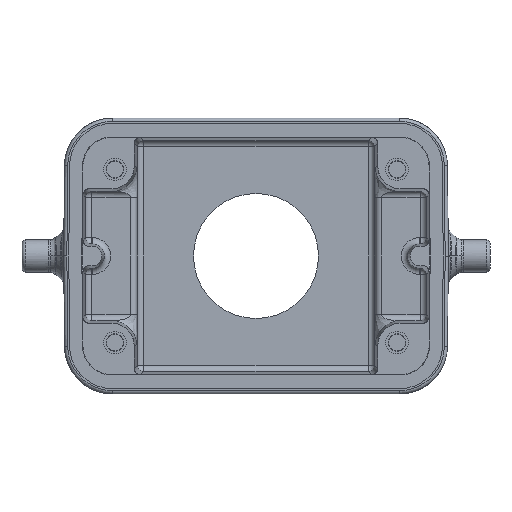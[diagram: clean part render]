
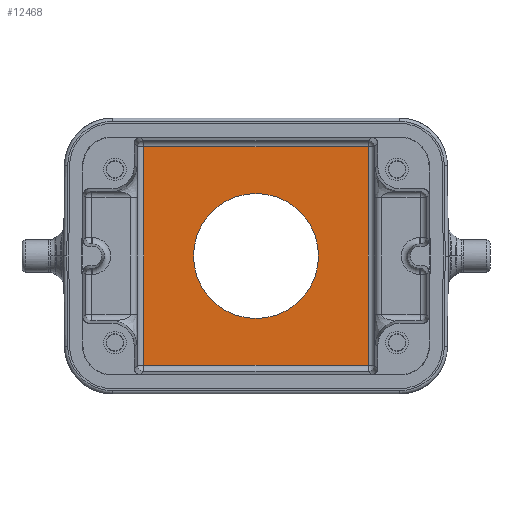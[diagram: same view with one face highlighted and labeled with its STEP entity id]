
A CAD part, front view. The second image highlights one B-rep face of the part: STEP entity #12468.
In plain terms, the highlighted planar face has unit normal (0, -1, 0).
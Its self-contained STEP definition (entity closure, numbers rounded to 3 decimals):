
#3690=CARTESIAN_POINT('',(0.,37.,0.));
#3691=DIRECTION('',(0.,1.,0.));
#3692=DIRECTION('',(0.,0.,1.));
#3693=AXIS2_PLACEMENT_3D('',#3690,#3691,#3692);
#3705=DIRECTION('',(-1.,0.,0.));
#3706=VECTOR('',#3705,35.064);
#3707=CARTESIAN_POINT('',(17.532,37.,-17.032));
#3708=LINE('',#3707,#3706);
#3712=DIRECTION('',(0.,0.,1.));
#3713=VECTOR('',#3712,34.064);
#3714=CARTESIAN_POINT('',(-17.532,37.,-17.032));
#3715=LINE('',#3714,#3713);
#3719=DIRECTION('',(1.,0.,0.));
#3720=VECTOR('',#3719,35.064);
#3721=CARTESIAN_POINT('',(-17.532,37.,17.032));
#3722=LINE('',#3721,#3720);
#3726=DIRECTION('',(0.,0.,-1.));
#3727=VECTOR('',#3726,34.064);
#3728=CARTESIAN_POINT('',(17.532,37.,17.032));
#3729=LINE('',#3728,#3727);
#3733=CARTESIAN_POINT('',(0.,37.,0.));
#3734=DIRECTION('',(0.,1.,0.));
#3735=DIRECTION('',(0.,0.,-1.));
#3736=AXIS2_PLACEMENT_3D('',#3733,#3734,#3735);
#7741=CARTESIAN_POINT('',(0.,37.,9.75));
#7742=CARTESIAN_POINT('',(0.,37.,-9.75));
#7743=VERTEX_POINT('',#7741);
#7744=VERTEX_POINT('',#7742);
#7896=CARTESIAN_POINT('',(17.532,37.,-17.032));
#7897=CARTESIAN_POINT('',(-17.532,37.,-17.032));
#7898=VERTEX_POINT('',#7896);
#7899=VERTEX_POINT('',#7897);
#7900=CARTESIAN_POINT('',(-17.532,37.,17.032));
#7901=VERTEX_POINT('',#7900);
#7902=CARTESIAN_POINT('',(17.532,37.,17.032));
#7903=VERTEX_POINT('',#7902);
#12448=CARTESIAN_POINT('',(0.,37.,0.));
#12449=DIRECTION('',(0.,-1.,0.));
#12450=DIRECTION('',(1.,0.,0.));
#12451=AXIS2_PLACEMENT_3D('',#12448,#12449,#12450);
#12452=PLANE('',#12451);
#12454=ORIENTED_EDGE('',*,*,#12453,.T.);
#12456=ORIENTED_EDGE('',*,*,#12455,.T.);
#12458=ORIENTED_EDGE('',*,*,#12457,.T.);
#12460=ORIENTED_EDGE('',*,*,#12459,.T.);
#12461=EDGE_LOOP('',(#12454,#12456,#12458,#12460));
#12462=FACE_OUTER_BOUND('',#12461,.F.);
#12463=ORIENTED_EDGE('',*,*,#12438,.F.);
#12465=ORIENTED_EDGE('',*,*,#12464,.F.);
#12466=EDGE_LOOP('',(#12463,#12465));
#12467=FACE_BOUND('',#12466,.F.);
#3694=CIRCLE('',#3693,9.75);
#3737=CIRCLE('',#3736,9.75);
#12438=EDGE_CURVE('',#7743,#7744,#3694,.T.);
#12453=EDGE_CURVE('',#7898,#7899,#3708,.T.);
#12455=EDGE_CURVE('',#7899,#7901,#3715,.T.);
#12457=EDGE_CURVE('',#7901,#7903,#3722,.T.);
#12459=EDGE_CURVE('',#7903,#7898,#3729,.T.);
#12464=EDGE_CURVE('',#7744,#7743,#3737,.T.);
#12468=ADVANCED_FACE('',(#12462,#12467),#12452,.T.);
